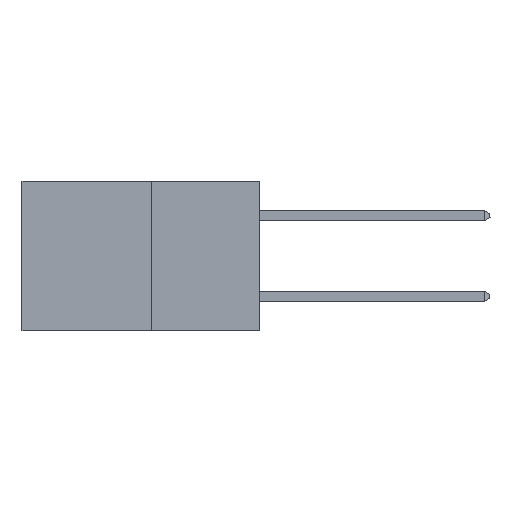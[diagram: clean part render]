
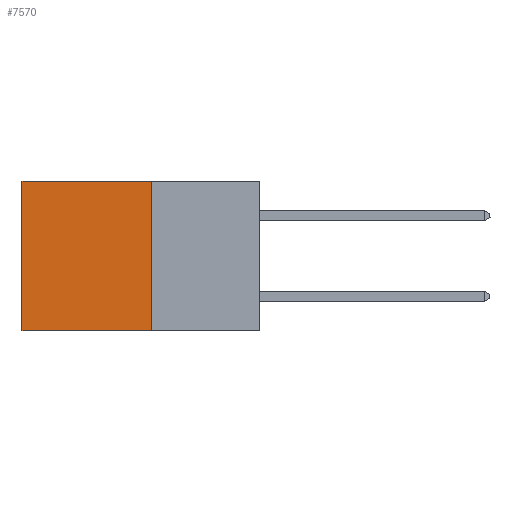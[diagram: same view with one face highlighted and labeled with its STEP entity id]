
A CAD part, left-side view. The second image highlights one B-rep face of the part: STEP entity #7570.
In plain terms, the highlighted planar face has unit normal (-1, 0, 0).
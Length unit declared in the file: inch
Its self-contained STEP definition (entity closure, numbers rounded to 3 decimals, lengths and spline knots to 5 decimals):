
#63 = ORIENTED_EDGE ( 'NONE', *, *, #1351, .F. ) ;
#347 = CARTESIAN_POINT ( 'NONE',  ( 0.277, 0.27, -0.37 ) ) ;
#1017 = LINE ( 'NONE', #7702, #3799 ) ;
#1351 = EDGE_CURVE ( 'NONE', #7500, #3019, #1017, .T. ) ;
#1529 = VECTOR ( 'NONE', #14145, 39.37008 ) ;
#2454 = FACE_OUTER_BOUND ( 'NONE', #5006, .T. ) ;
#2687 = ORIENTED_EDGE ( 'NONE', *, *, #2740, .T. ) ;
#2740 = EDGE_CURVE ( 'NONE', #17133, #3019, #10169, .T. ) ;
#3019 = VERTEX_POINT ( 'NONE', #12015 ) ;
#3727 = EDGE_CURVE ( 'NONE', #14443, #17133, #5220, .T. ) ;
#3799 = VECTOR ( 'NONE', #15483, 39.37008 ) ;
#4162 = DIRECTION ( 'NONE',  ( 1., 0., 0. ) ) ;
#4663 = PLANE ( 'NONE',  #9042 ) ;
#4970 = VECTOR ( 'NONE', #13986, 39.37008 ) ;
#5006 = EDGE_LOOP ( 'NONE', ( #2687, #63, #6797, #7881 ) ) ;
#5220 = LINE ( 'NONE', #16587, #1529 ) ;
#6797 = ORIENTED_EDGE ( 'NONE', *, *, #16302, .F. ) ;
#7500 = VERTEX_POINT ( 'NONE', #347 ) ;
#7570 = ADVANCED_FACE ( 'NONE', ( #2454 ), #4663, .F. ) ;
#7702 = CARTESIAN_POINT ( 'NONE',  ( 0.277, 0.27, -0.37 ) ) ;
#7881 = ORIENTED_EDGE ( 'NONE', *, *, #3727, .T. ) ;
#8574 = DIRECTION ( 'NONE',  ( 0., 0., -1. ) ) ;
#8944 = DIRECTION ( 'NONE',  ( 0., 0., -1. ) ) ;
#9042 = AXIS2_PLACEMENT_3D ( 'NONE', #11033, #4162, #8574 ) ;
#9863 = CARTESIAN_POINT ( 'NONE',  ( 0.277, 0.59, -0.37 ) ) ;
#10169 = LINE ( 'NONE', #9863, #13430 ) ;
#11033 = CARTESIAN_POINT ( 'NONE',  ( 0.277, 0.27, -0.37 ) ) ;
#12015 = CARTESIAN_POINT ( 'NONE',  ( 0.277, 0.59, -0.37 ) ) ;
#12312 = LINE ( 'NONE', #12604, #4970 ) ;
#12604 = CARTESIAN_POINT ( 'NONE',  ( 0.277, 0.27, -0.37 ) ) ;
#13430 = VECTOR ( 'NONE', #8944, 39.37008 ) ;
#13986 = DIRECTION ( 'NONE',  ( 0., 0., -1. ) ) ;
#14145 = DIRECTION ( 'NONE',  ( 0., 1., 0. ) ) ;
#14178 = CARTESIAN_POINT ( 'NONE',  ( 0.277, 0.27, 0. ) ) ;
#14443 = VERTEX_POINT ( 'NONE', #14178 ) ;
#15483 = DIRECTION ( 'NONE',  ( 0., 1., 0. ) ) ;
#16302 = EDGE_CURVE ( 'NONE', #14443, #7500, #12312, .T. ) ;
#16587 = CARTESIAN_POINT ( 'NONE',  ( 0.277, 0.27, 0. ) ) ;
#16920 = CARTESIAN_POINT ( 'NONE',  ( 0.277, 0.59, 0. ) ) ;
#17133 = VERTEX_POINT ( 'NONE', #16920 ) ;
